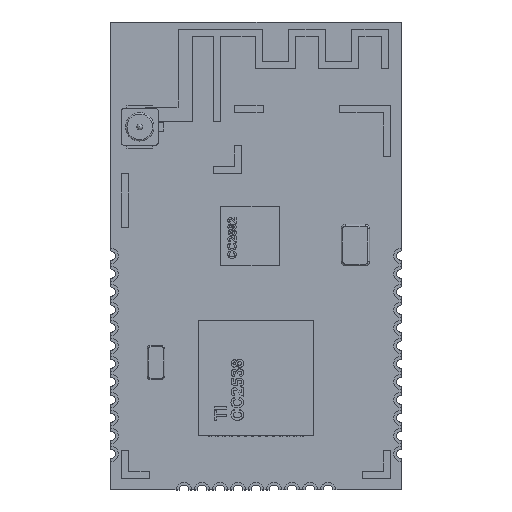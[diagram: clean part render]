
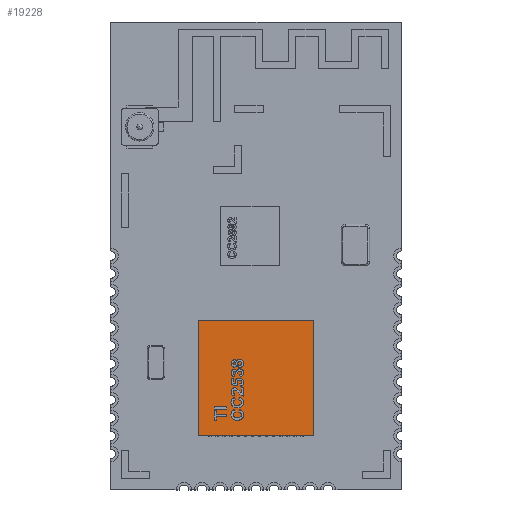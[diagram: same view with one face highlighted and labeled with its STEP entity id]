
A CAD part, top view. The second image highlights one B-rep face of the part: STEP entity #19228.
In plain terms, the highlighted planar face has unit normal (0, 0, 1).
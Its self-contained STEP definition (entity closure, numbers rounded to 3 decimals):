
#1209=PLANE('',#20858);
#2145=FACE_OUTER_BOUND('',#3397,.T.);
#3397=EDGE_LOOP('',(#14694,#14695,#14696,#14697));
#4732=LINE('',#27724,#6712);
#4735=LINE('',#27730,#6715);
#4738=LINE('',#27736,#6718);
#4741=LINE('',#27740,#6721);
#6712=VECTOR('',#23202,10.);
#6715=VECTOR('',#23207,10.);
#6718=VECTOR('',#23212,10.);
#6721=VECTOR('',#23217,10.);
#9095=VERTEX_POINT('',#27721);
#9096=VERTEX_POINT('',#27723);
#9098=VERTEX_POINT('',#27729);
#9100=VERTEX_POINT('',#27735);
#11181=EDGE_CURVE('',#9096,#9095,#4732,.T.);
#11184=EDGE_CURVE('',#9098,#9096,#4735,.T.);
#11187=EDGE_CURVE('',#9100,#9098,#4738,.T.);
#11190=EDGE_CURVE('',#9095,#9100,#4741,.T.);
#14694=ORIENTED_EDGE('',*,*,#11190,.T.);
#14695=ORIENTED_EDGE('',*,*,#11187,.T.);
#14696=ORIENTED_EDGE('',*,*,#11184,.T.);
#14697=ORIENTED_EDGE('',*,*,#11181,.T.);
#19228=ADVANCED_FACE('',(#2145),#1209,.T.);
#20858=AXIS2_PLACEMENT_3D('',#27741,#23218,#23219);
#23202=DIRECTION('',(-1.,0.,0.));
#23207=DIRECTION('',(0.,1.,0.));
#23212=DIRECTION('',(1.,0.,0.));
#23217=DIRECTION('',(0.,-1.,0.));
#23218=DIRECTION('center_axis',(0.,0.,1.));
#23219=DIRECTION('ref_axis',(1.,0.,0.));
#27721=CARTESIAN_POINT('',(-4.075,11.95,1.4));
#27723=CARTESIAN_POINT('',(4.075,11.95,1.4));
#27724=CARTESIAN_POINT('',(4.075,11.95,1.4));
#27729=CARTESIAN_POINT('',(4.075,3.8,1.4));
#27730=CARTESIAN_POINT('',(4.075,3.8,1.4));
#27735=CARTESIAN_POINT('',(-4.075,3.8,1.4));
#27736=CARTESIAN_POINT('',(-4.075,3.8,1.4));
#27740=CARTESIAN_POINT('',(-4.075,11.95,1.4));
#27741=CARTESIAN_POINT('Origin',(0.,7.875,1.4));
